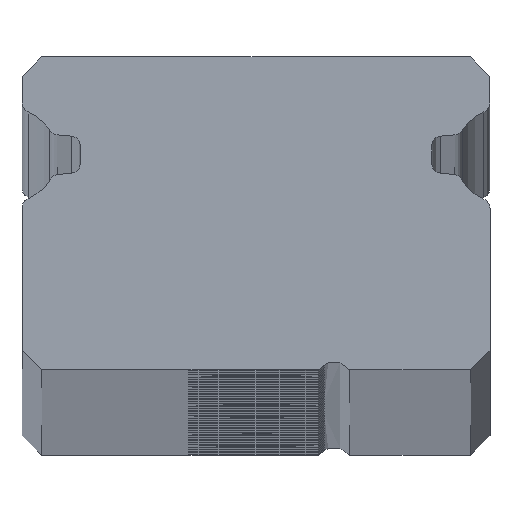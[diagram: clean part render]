
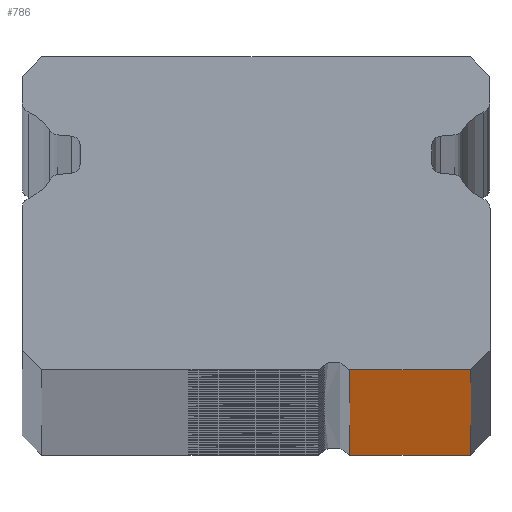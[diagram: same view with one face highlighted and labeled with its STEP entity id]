
A CAD part, top view. The second image highlights one B-rep face of the part: STEP entity #786.
In plain terms, the highlighted planar face has unit normal (0, -1, 0).
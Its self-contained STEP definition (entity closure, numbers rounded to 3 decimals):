
#234 = ORIENTED_EDGE ( 'NONE', *, *, #7620, .T. ) ;
#369 = CARTESIAN_POINT ( 'NONE',  ( 2.393, -5.5, 625. ) ) ;
#694 = EDGE_CURVE ( 'NONE', #6272, #9222, #10215, .T. ) ;
#786 = ADVANCED_FACE ( 'NONE', ( #8665 ), #3212, .F. ) ;
#1103 = DIRECTION ( 'NONE',  ( 1., 0., 0. ) ) ;
#1564 = VECTOR ( 'NONE', #7773, 1000. ) ;
#1591 = ORIENTED_EDGE ( 'NONE', *, *, #694, .T. ) ;
#1826 = CARTESIAN_POINT ( 'NONE',  ( 5.484, -5.5, -625. ) ) ;
#2161 = CARTESIAN_POINT ( 'NONE',  ( 5.484, -5.5, 625. ) ) ;
#2725 = EDGE_CURVE ( 'NONE', #7654, #9222, #3429, .T. ) ;
#2947 = DIRECTION ( 'NONE',  ( 0., 0., -1. ) ) ;
#3212 = PLANE ( 'NONE',  #3432 ) ;
#3266 = VECTOR ( 'NONE', #1103, 1000. ) ;
#3429 = LINE ( 'NONE', #2161, #9401 ) ;
#3432 = AXIS2_PLACEMENT_3D ( 'NONE', #9645, #3899, #5602 ) ;
#3899 = DIRECTION ( 'NONE',  ( 0., 1., 0. ) ) ;
#4601 = ORIENTED_EDGE ( 'NONE', *, *, #2725, .F. ) ;
#5007 = EDGE_LOOP ( 'NONE', ( #1591, #4601, #6091, #234 ) ) ;
#5386 = LINE ( 'NONE', #369, #9110 ) ;
#5602 = DIRECTION ( 'NONE',  ( 0., 0., 1. ) ) ;
#5998 = DIRECTION ( 'NONE',  ( 0., 0., -1. ) ) ;
#6079 = CARTESIAN_POINT ( 'NONE',  ( 2.393, -5.5, -625. ) ) ;
#6091 = ORIENTED_EDGE ( 'NONE', *, *, #6934, .F. ) ;
#6272 = VERTEX_POINT ( 'NONE', #6079 ) ;
#6934 = EDGE_CURVE ( 'NONE', #9170, #7654, #7446, .T. ) ;
#7036 = CARTESIAN_POINT ( 'NONE',  ( 2.393, -5.5, -625. ) ) ;
#7446 = LINE ( 'NONE', #8303, #3266 ) ;
#7620 = EDGE_CURVE ( 'NONE', #9170, #6272, #5386, .T. ) ;
#7654 = VERTEX_POINT ( 'NONE', #7774 ) ;
#7773 = DIRECTION ( 'NONE',  ( 1., 0., 0. ) ) ;
#7774 = CARTESIAN_POINT ( 'NONE',  ( 5.484, -5.5, 625. ) ) ;
#8303 = CARTESIAN_POINT ( 'NONE',  ( 2.393, -5.5, 625. ) ) ;
#8665 = FACE_OUTER_BOUND ( 'NONE', #5007, .T. ) ;
#9084 = CARTESIAN_POINT ( 'NONE',  ( 2.393, -5.5, 625. ) ) ;
#9110 = VECTOR ( 'NONE', #5998, 1000. ) ;
#9170 = VERTEX_POINT ( 'NONE', #9084 ) ;
#9222 = VERTEX_POINT ( 'NONE', #1826 ) ;
#9401 = VECTOR ( 'NONE', #2947, 1000. ) ;
#9645 = CARTESIAN_POINT ( 'NONE',  ( 2.393, -5.5, 625. ) ) ;
#10215 = LINE ( 'NONE', #7036, #1564 ) ;
